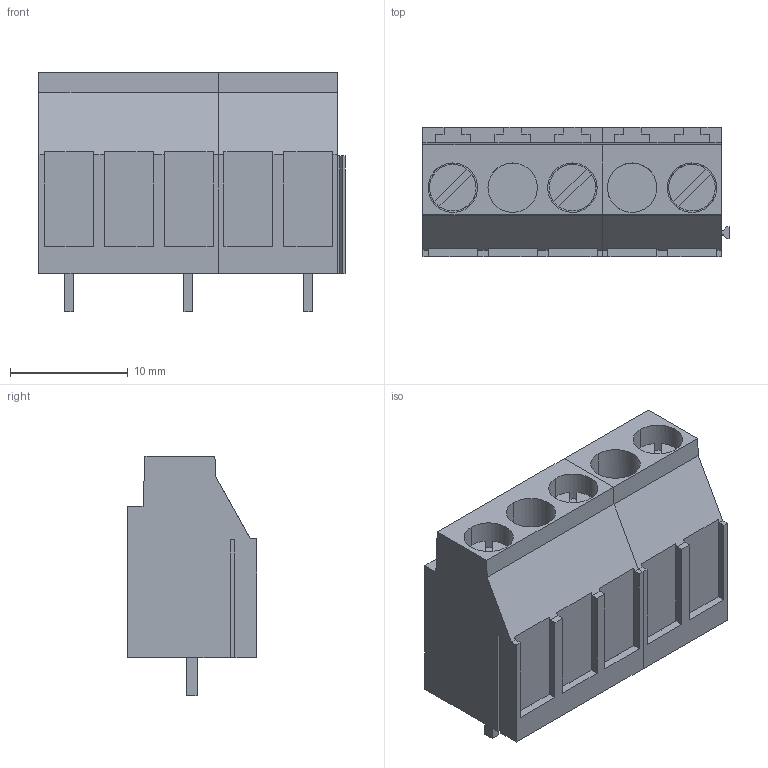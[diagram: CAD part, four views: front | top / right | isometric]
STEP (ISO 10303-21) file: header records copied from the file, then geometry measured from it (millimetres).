
FILE_DESCRIPTION(('CATIA V5 STEP Exchange','CAx-IF Rec.Pracs.--- Model Styling and Organization---1.4--- 2014-01-23'),'2;1');
FILE_NAME ('167600-2_0_2613370000_2613370000.stp','2019-10-16T14:50:31+00:00',('none'),('Weidmueller'),'CATIA Version 5-6 Release 2016 SP3 HF44','CATIA V5 STEP AP214','none');
FILE_SCHEMA(('AUTOMOTIVE_DESIGN { 1 0 10303 214 1 1 1 1 }'));
Length unit declared in the file: millimetre
Products named in the file (1): 2613370000
Bounding box: 26.01 x 11 x 20.37 mm (x, y, z)
Volume: 3327.7 mm3; surface area: 3331.7 mm2
Topology: 8 solids, 8 shells, 339 faces, 902 edges, 594 vertices
Faces by surface type: plane 317, cylinder 16, extrusion 6
Entity records: 10497 total; most frequent: CARTESIAN_POINT 1995, ORIENTED_EDGE 1804, DIRECTION 1462, EDGE_CURVE 902, VECTOR 852, LINE 846, VERTEX_POINT 594, EDGE_LOOP 354
